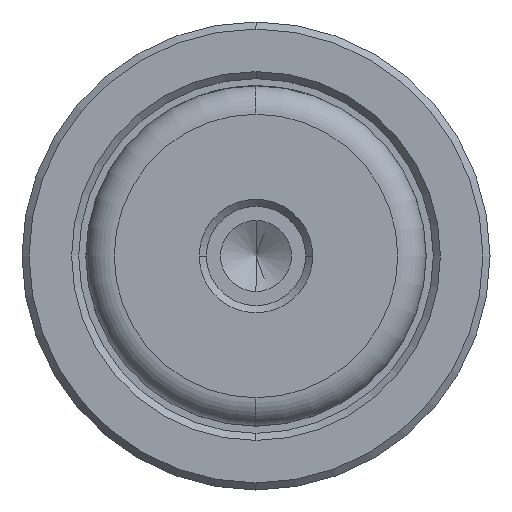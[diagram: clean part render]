
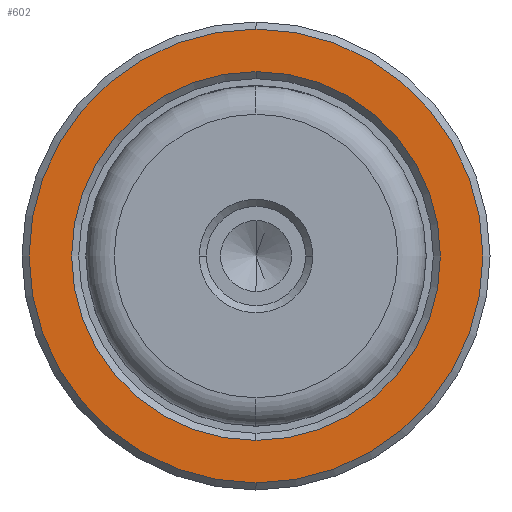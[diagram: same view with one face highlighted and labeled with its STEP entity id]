
A CAD part, left-side view. The second image highlights one B-rep face of the part: STEP entity #602.
In plain terms, the highlighted planar face has unit normal (-1, 0, 0).
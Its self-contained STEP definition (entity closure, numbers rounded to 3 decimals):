
#230 = AXIS2_PLACEMENT_3D ( 'NONE', #1632, #544, #1816 ) ;
#346 = DIRECTION ( 'NONE',  ( -1., 0., 0. ) ) ;
#413 = FACE_OUTER_BOUND ( 'NONE', #1906, .T. ) ;
#436 = ORIENTED_EDGE ( 'NONE', *, *, #611, .T. ) ;
#442 = CARTESIAN_POINT ( 'NONE',  ( 24., 0., -16. ) ) ;
#459 = AXIS2_PLACEMENT_3D ( 'NONE', #1427, #346, #1622 ) ;
#464 = ORIENTED_EDGE ( 'NONE', *, *, #604, .T. ) ;
#492 = EDGE_LOOP ( 'NONE', ( #436, #464 ) ) ;
#534 = CARTESIAN_POINT ( 'NONE',  ( 24., -12., 0. ) ) ;
#544 = DIRECTION ( 'NONE',  ( 1., 0., 0. ) ) ;
#602 = ADVANCED_FACE ( 'NONE', ( #413, #886 ), #711, .T. ) ;
#604 = EDGE_CURVE ( 'NONE', #2356, #2132, #2298, .T. ) ;
#611 = EDGE_CURVE ( 'NONE', #2132, #2356, #1862, .T. ) ;
#675 = CIRCLE ( 'NONE', #459, 16. ) ;
#711 = PLANE ( 'NONE',  #917 ) ;
#811 = VERTEX_POINT ( 'NONE', #819 ) ;
#819 = CARTESIAN_POINT ( 'NONE',  ( 24., 0., 16. ) ) ;
#886 = FACE_BOUND ( 'NONE', #492, .T. ) ;
#894 = CARTESIAN_POINT ( 'NONE',  ( 24., 0., 0. ) ) ;
#917 = AXIS2_PLACEMENT_3D ( 'NONE', #534, #2174, #1081 ) ;
#931 = CARTESIAN_POINT ( 'NONE',  ( 24., 0., 0. ) ) ;
#1027 = CARTESIAN_POINT ( 'NONE',  ( 24., 0., 13. ) ) ;
#1055 = AXIS2_PLACEMENT_3D ( 'NONE', #894, #2183, #1087 ) ;
#1081 = DIRECTION ( 'NONE',  ( 0., 0., 1. ) ) ;
#1087 = DIRECTION ( 'NONE',  ( 0., 0., -1. ) ) ;
#1119 = DIRECTION ( 'NONE',  ( 0., 0., 1. ) ) ;
#1348 = ORIENTED_EDGE ( 'NONE', *, *, #1751, .T. ) ;
#1427 = CARTESIAN_POINT ( 'NONE',  ( 24., 0., 0. ) ) ;
#1557 = AXIS2_PLACEMENT_3D ( 'NONE', #931, #2220, #1119 ) ;
#1622 = DIRECTION ( 'NONE',  ( 0., 0., 1. ) ) ;
#1632 = CARTESIAN_POINT ( 'NONE',  ( 24., 0., 0. ) ) ;
#1641 = EDGE_CURVE ( 'NONE', #811, #1992, #675, .T. ) ;
#1751 = EDGE_CURVE ( 'NONE', #1992, #811, #2280, .T. ) ;
#1816 = DIRECTION ( 'NONE',  ( 0., 0., -1. ) ) ;
#1862 = CIRCLE ( 'NONE', #1055, 13. ) ;
#1906 = EDGE_LOOP ( 'NONE', ( #1348, #2148 ) ) ;
#1992 = VERTEX_POINT ( 'NONE', #442 ) ;
#2030 = CARTESIAN_POINT ( 'NONE',  ( 24., 0., -13. ) ) ;
#2132 = VERTEX_POINT ( 'NONE', #1027 ) ;
#2148 = ORIENTED_EDGE ( 'NONE', *, *, #1641, .T. ) ;
#2174 = DIRECTION ( 'NONE',  ( -1., 0., 0. ) ) ;
#2183 = DIRECTION ( 'NONE',  ( 1., 0., 0. ) ) ;
#2220 = DIRECTION ( 'NONE',  ( -1., 0., 0. ) ) ;
#2280 = CIRCLE ( 'NONE', #1557, 16. ) ;
#2298 = CIRCLE ( 'NONE', #230, 13. ) ;
#2356 = VERTEX_POINT ( 'NONE', #2030 ) ;
